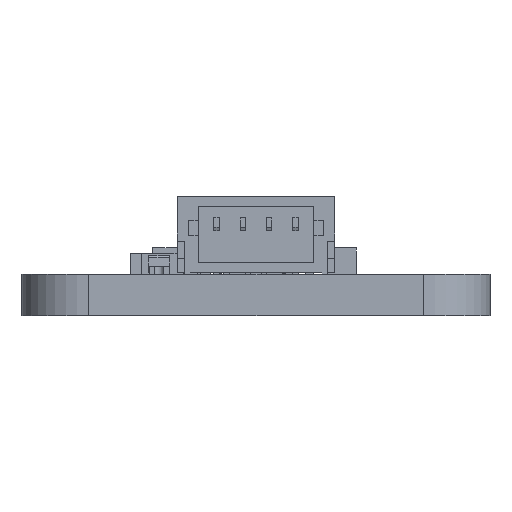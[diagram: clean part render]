
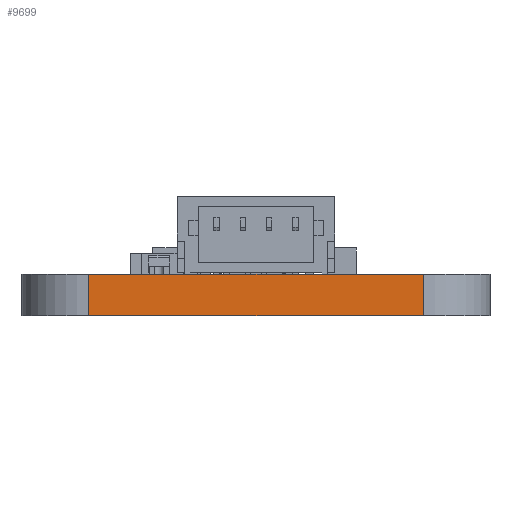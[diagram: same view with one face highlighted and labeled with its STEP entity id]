
A CAD part, left-side view. The second image highlights one B-rep face of the part: STEP entity #9699.
In plain terms, the highlighted planar face has unit normal (-1, 0, 0).
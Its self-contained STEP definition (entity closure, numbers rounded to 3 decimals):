
#167=PLANE('',#10388);
#629=FACE_OUTER_BOUND('',#1145,.T.);
#1145=EDGE_LOOP('',(#6632,#6633,#6634,#6635));
#1719=LINE('',#13776,#2927);
#1720=LINE('',#13779,#2928);
#1721=LINE('',#13781,#2929);
#1722=LINE('',#13782,#2930);
#2927=VECTOR('',#11201,10.);
#2928=VECTOR('',#11204,10.);
#2929=VECTOR('',#11205,10.);
#2930=VECTOR('',#11206,10.);
#4310=VERTEX_POINT('',#13772);
#4311=VERTEX_POINT('',#13774);
#4312=VERTEX_POINT('',#13778);
#4313=VERTEX_POINT('',#13780);
#5235=EDGE_CURVE('',#4310,#4311,#1719,.T.);
#5236=EDGE_CURVE('',#4312,#4310,#1720,.T.);
#5237=EDGE_CURVE('',#4313,#4311,#1721,.T.);
#5238=EDGE_CURVE('',#4312,#4313,#1722,.T.);
#6632=ORIENTED_EDGE('',*,*,#5236,.T.);
#6633=ORIENTED_EDGE('',*,*,#5235,.T.);
#6634=ORIENTED_EDGE('',*,*,#5237,.F.);
#6635=ORIENTED_EDGE('',*,*,#5238,.F.);
#9699=ADVANCED_FACE('',(#629),#167,.T.);
#10388=AXIS2_PLACEMENT_3D('',#13777,#11202,#11203);
#11201=DIRECTION('',(0.,0.,1.));
#11202=DIRECTION('center_axis',(-1.,0.,0.));
#11203=DIRECTION('ref_axis',(0.,-1.,0.));
#11204=DIRECTION('',(0.,-1.,0.));
#11205=DIRECTION('',(0.,-1.,0.));
#11206=DIRECTION('',(0.,0.,1.));
#13772=CARTESIAN_POINT('',(0.,2.54,0.));
#13774=CARTESIAN_POINT('',(0.,2.54,1.57));
#13776=CARTESIAN_POINT('',(0.,2.54,0.));
#13777=CARTESIAN_POINT('Origin',(0.,15.24,0.));
#13778=CARTESIAN_POINT('',(0.,15.24,0.));
#13779=CARTESIAN_POINT('',(0.,15.24,0.));
#13780=CARTESIAN_POINT('',(0.,15.24,1.57));
#13781=CARTESIAN_POINT('',(0.,15.24,1.57));
#13782=CARTESIAN_POINT('',(0.,15.24,0.));
